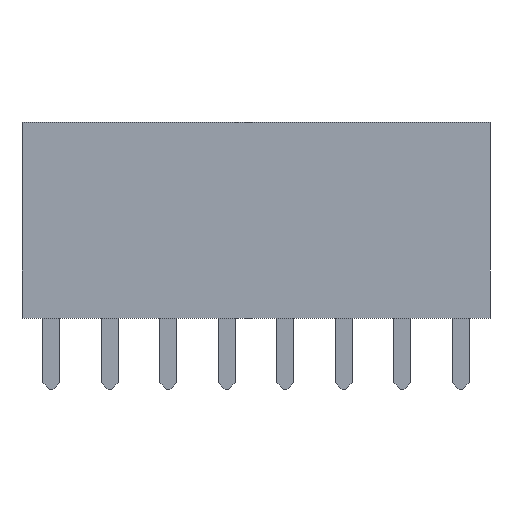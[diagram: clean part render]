
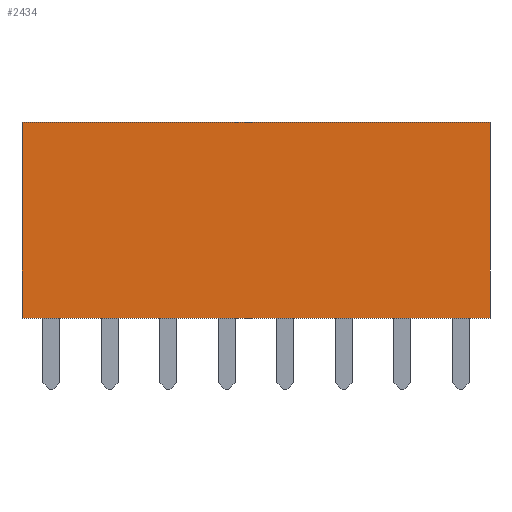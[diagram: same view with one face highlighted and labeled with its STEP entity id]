
A CAD part, front view. The second image highlights one B-rep face of the part: STEP entity #2434.
In plain terms, the highlighted planar face has unit normal (0, -1, 0).
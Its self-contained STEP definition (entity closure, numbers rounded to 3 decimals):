
#140=FACE_OUTER_BOUND('',#294,.T.);
#294=EDGE_LOOP('',(#1971,#1972,#1973,#1974));
#397=LINE('',#3396,#725);
#434=LINE('',#3471,#762);
#525=LINE('',#3658,#853);
#529=LINE('',#3665,#857);
#725=VECTOR('',#2757,10.);
#762=VECTOR('',#2802,10.);
#853=VECTOR('',#2991,10.);
#857=VECTOR('',#2999,10.);
#1035=VERTEX_POINT('',#3393);
#1036=VERTEX_POINT('',#3395);
#1070=VERTEX_POINT('',#3470);
#1117=VERTEX_POINT('',#3657);
#1261=EDGE_CURVE('',#1035,#1036,#397,.T.);
#1298=EDGE_CURVE('',#1036,#1070,#434,.T.);
#1389=EDGE_CURVE('',#1117,#1070,#525,.T.);
#1393=EDGE_CURVE('',#1117,#1035,#529,.T.);
#1971=ORIENTED_EDGE('',*,*,#1389,.T.);
#1972=ORIENTED_EDGE('',*,*,#1298,.F.);
#1973=ORIENTED_EDGE('',*,*,#1261,.F.);
#1974=ORIENTED_EDGE('',*,*,#1393,.F.);
#2288=PLANE('',#2603);
#2434=ADVANCED_FACE('',(#140),#2288,.T.);
#2603=AXIS2_PLACEMENT_3D('',#3734,#3071,#3072);
#2757=DIRECTION('',(1.,0.,0.));
#2802=DIRECTION('',(0.,0.,-1.));
#2991=DIRECTION('',(1.,0.,0.));
#2999=DIRECTION('',(0.,0.,1.));
#3071=DIRECTION('center_axis',(0.,-1.,0.));
#3072=DIRECTION('ref_axis',(1.,0.,0.));
#3393=CARTESIAN_POINT('',(-10.16,-1.25,8.6));
#3395=CARTESIAN_POINT('',(10.16,-1.25,8.6));
#3396=CARTESIAN_POINT('',(-10.16,-1.25,8.6));
#3470=CARTESIAN_POINT('',(10.16,-1.25,0.1));
#3471=CARTESIAN_POINT('',(10.16,-1.25,0.1));
#3657=CARTESIAN_POINT('',(-10.16,-1.25,0.1));
#3658=CARTESIAN_POINT('',(-10.16,-1.25,0.1));
#3665=CARTESIAN_POINT('',(-10.16,-1.25,0.1));
#3734=CARTESIAN_POINT('Origin',(-10.16,-1.25,0.1));
